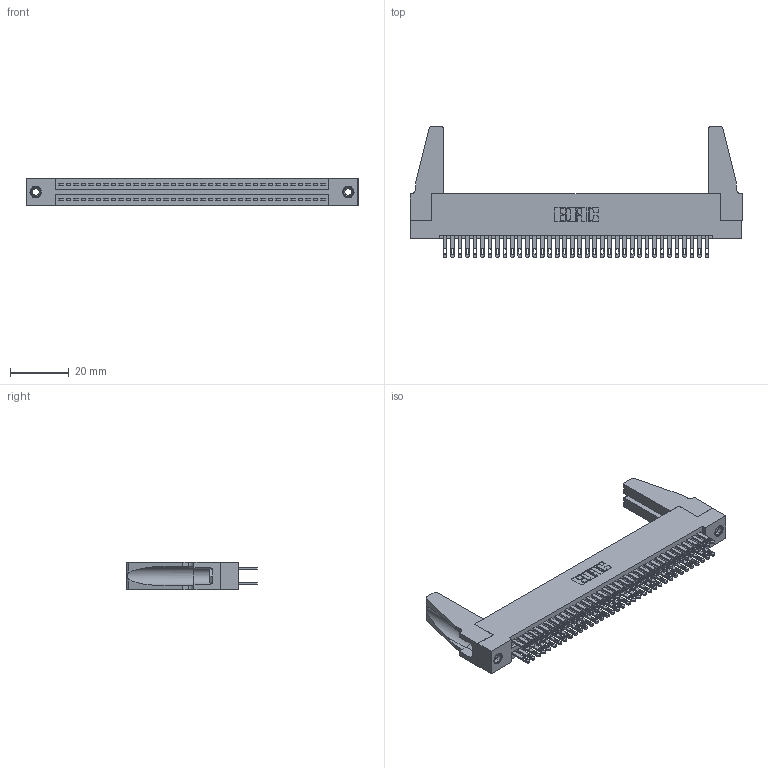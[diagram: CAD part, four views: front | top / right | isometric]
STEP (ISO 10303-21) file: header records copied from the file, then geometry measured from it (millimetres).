
FILE_DESCRIPTION (( 'STEP AP203' ), '1' );
FILE_NAME ('345-072-500-288.STEP', '2019-10-31T02:17:07', ( '' ), ( '' ), 'SwSTEP 2.0', 'SolidWorks 2016', '' );
FILE_SCHEMA (( 'CONFIG_CONTROL_DESIGN' ));
Length unit declared in the file: inch
Products named in the file (5): 345 Part_Flush Mounting Lugs - 0.156 Dia-TH; 345-292-001_345-293-100; 345-220-078_345-220-088; 345-250-001_345-250-001-102; 345-072-500-288
Assembly tree (77 placements, depth 2):
  345-072-500-288
    345 Part_Flush Mounting Lugs - 0.156 Dia-TH
    345-292-001_345-293-100  x72
    345-250-001_345-250-001-102  x2
    345-220-078_345-220-088  x2
Bounding box: 112.67 x 44.37 x 9.4 mm (x, y, z)
Volume: 14362.1 mm3; surface area: 20162.2 mm2
Topology: 77 solids, 77 shells, 3562 faces, 10807 edges, 7194 vertices
Faces by surface type: plane 2096, cylinder 1450, cone 12, torus 4
Entity records: 31132 total; most frequent: CARTESIAN_POINT 5218, ORIENTED_EDGE 5112, DIRECTION 4616, EDGE_CURVE 2556, LINE 2234, VECTOR 2234, VERTEX_POINT 1698, AXIS2_PLACEMENT_3D 1191
